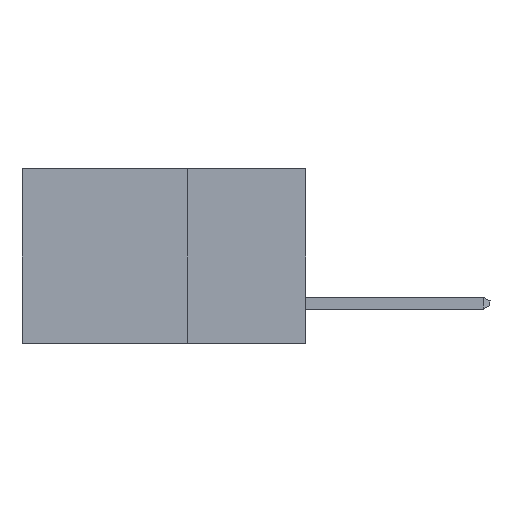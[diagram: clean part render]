
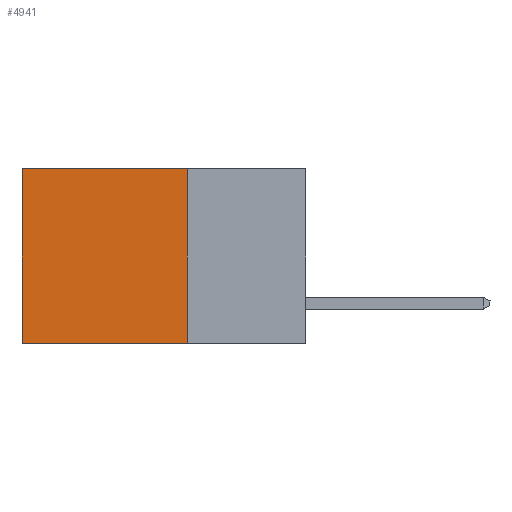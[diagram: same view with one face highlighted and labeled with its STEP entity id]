
A CAD part, left-side view. The second image highlights one B-rep face of the part: STEP entity #4941.
In plain terms, the highlighted planar face has unit normal (-1, 0, 0).
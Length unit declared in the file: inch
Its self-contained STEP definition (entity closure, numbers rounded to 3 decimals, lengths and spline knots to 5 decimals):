
#107 = LINE ( 'NONE', #19520, #11547 ) ;
#227 = AXIS2_PLACEMENT_3D ( 'NONE', #18713, #3318, #5053 ) ;
#964 = LINE ( 'NONE', #20368, #9674 ) ;
#1356 = EDGE_CURVE ( 'NONE', #17850, #12231, #107, .T. ) ;
#1785 = VECTOR ( 'NONE', #17443, 39.37008 ) ;
#2158 = LINE ( 'NONE', #8966, #7465 ) ;
#3318 = DIRECTION ( 'NONE',  ( 1., 0., 0. ) ) ;
#3545 = DIRECTION ( 'NONE',  ( 0., 1., 0. ) ) ;
#4874 = ORIENTED_EDGE ( 'NONE', *, *, #8876, .T. ) ;
#4941 = ADVANCED_FACE ( 'NONE', ( #17428 ), #17316, .F. ) ;
#5053 = DIRECTION ( 'NONE',  ( 0., 0., -1. ) ) ;
#6905 = DIRECTION ( 'NONE',  ( 0., 1., 0. ) ) ;
#7465 = VECTOR ( 'NONE', #3545, 39.37008 ) ;
#8876 = EDGE_CURVE ( 'NONE', #12231, #21292, #17212, .T. ) ;
#8966 = CARTESIAN_POINT ( 'NONE',  ( 0.2615, 0.25, -0.37 ) ) ;
#9674 = VECTOR ( 'NONE', #16888, 39.37008 ) ;
#11547 = VECTOR ( 'NONE', #6905, 39.37008 ) ;
#12231 = VERTEX_POINT ( 'NONE', #15876 ) ;
#12908 = ORIENTED_EDGE ( 'NONE', *, *, #21065, .F. ) ;
#13242 = CARTESIAN_POINT ( 'NONE',  ( 0.2615, 0.6, -0.37 ) ) ;
#13951 = CARTESIAN_POINT ( 'NONE',  ( 0.2615, 0.6, -0.37 ) ) ;
#14825 = VERTEX_POINT ( 'NONE', #18211 ) ;
#14873 = ORIENTED_EDGE ( 'NONE', *, *, #21553, .F. ) ;
#15268 = EDGE_LOOP ( 'NONE', ( #4874, #14873, #12908, #20939 ) ) ;
#15876 = CARTESIAN_POINT ( 'NONE',  ( 0.2615, 0.6, 0. ) ) ;
#16888 = DIRECTION ( 'NONE',  ( 0., 0., -1. ) ) ;
#17212 = LINE ( 'NONE', #13951, #1785 ) ;
#17316 = PLANE ( 'NONE',  #227 ) ;
#17428 = FACE_OUTER_BOUND ( 'NONE', #15268, .T. ) ;
#17443 = DIRECTION ( 'NONE',  ( 0., 0., -1. ) ) ;
#17850 = VERTEX_POINT ( 'NONE', #21974 ) ;
#18211 = CARTESIAN_POINT ( 'NONE',  ( 0.2615, 0.25, -0.37 ) ) ;
#18713 = CARTESIAN_POINT ( 'NONE',  ( 0.2615, 0.25, -0.37 ) ) ;
#19520 = CARTESIAN_POINT ( 'NONE',  ( 0.2615, 0.25, 0. ) ) ;
#20368 = CARTESIAN_POINT ( 'NONE',  ( 0.2615, 0.25, -0.37 ) ) ;
#20939 = ORIENTED_EDGE ( 'NONE', *, *, #1356, .T. ) ;
#21065 = EDGE_CURVE ( 'NONE', #17850, #14825, #964, .T. ) ;
#21292 = VERTEX_POINT ( 'NONE', #13242 ) ;
#21553 = EDGE_CURVE ( 'NONE', #14825, #21292, #2158, .T. ) ;
#21974 = CARTESIAN_POINT ( 'NONE',  ( 0.2615, 0.25, 0. ) ) ;
